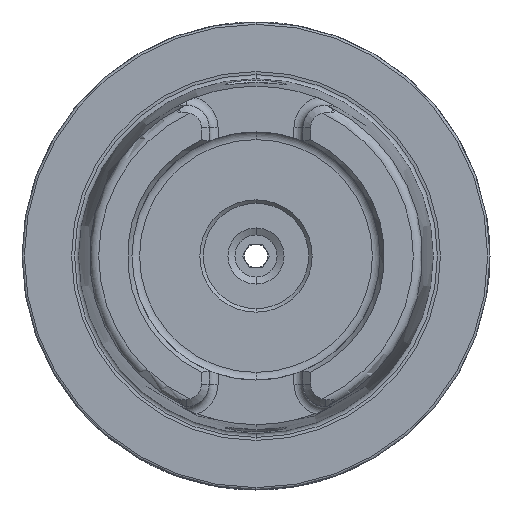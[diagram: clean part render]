
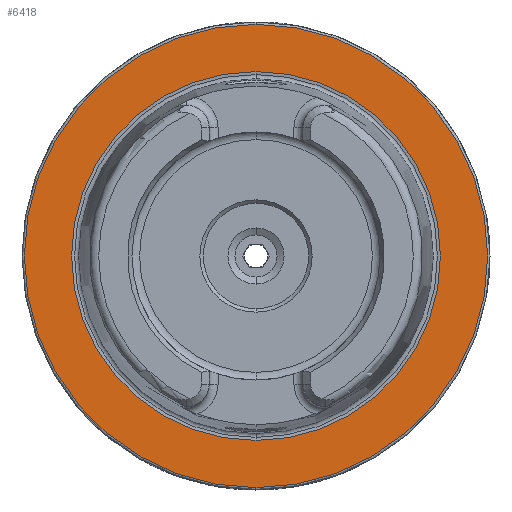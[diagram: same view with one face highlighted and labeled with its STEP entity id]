
A CAD part, left-side view. The second image highlights one B-rep face of the part: STEP entity #6418.
In plain terms, the highlighted planar face has unit normal (-1, 0, 0).
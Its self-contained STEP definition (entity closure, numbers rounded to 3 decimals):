
#1101 = CARTESIAN_POINT ( 'NONE',  ( 0., 0., 49.5 ) ) ;
#1225 = CARTESIAN_POINT ( 'NONE',  ( 0., 0., -49.5 ) ) ;
#1274 = EDGE_LOOP ( 'NONE', ( #5151, #5150 ) ) ;
#1281 = EDGE_LOOP ( 'NONE', ( #5153, #5152 ) ) ;
#1315 = EDGE_CURVE ( 'NONE', #5515, #5528, #6148, .T. ) ;
#1319 = EDGE_CURVE ( 'NONE', #4239, #4234, #6150, .T. ) ;
#2263 = CARTESIAN_POINT ( 'NONE',  ( 0., 0., 0. ) ) ;
#2264 = DIRECTION ( 'NONE',  ( -1., 0., 0. ) ) ;
#2265 = DIRECTION ( 'NONE',  ( 0., 0., 1. ) ) ;
#2267 = CARTESIAN_POINT ( 'NONE',  ( 0., 0., 0. ) ) ;
#2268 = DIRECTION ( 'NONE',  ( -1., 0., 0. ) ) ;
#2269 = DIRECTION ( 'NONE',  ( 0., 0., 1. ) ) ;
#2480 = CIRCLE ( 'NONE', #7789, 39.405 ) ;
#2481 = CIRCLE ( 'NONE', #7790, 49.5 ) ;
#3079 = FACE_OUTER_BOUND ( 'NONE', #1274, .T. ) ;
#3081 = FACE_BOUND ( 'NONE', #1281, .T. ) ;
#4234 = VERTEX_POINT ( 'NONE', #6866 ) ;
#4239 = VERTEX_POINT ( 'NONE', #6875 ) ;
#4993 = AXIS2_PLACEMENT_3D ( 'NONE', #6675, #6676, #6677 ) ;
#4996 = AXIS2_PLACEMENT_3D ( 'NONE', #6663, #6665, #6666 ) ;
#5150 = ORIENTED_EDGE ( 'NONE', *, *, #10618, .T. ) ;
#5151 = ORIENTED_EDGE ( 'NONE', *, *, #1315, .T. ) ;
#5152 = ORIENTED_EDGE ( 'NONE', *, *, #1319, .F. ) ;
#5153 = ORIENTED_EDGE ( 'NONE', *, *, #10617, .F. ) ;
#5515 = VERTEX_POINT ( 'NONE', #1101 ) ;
#5528 = VERTEX_POINT ( 'NONE', #1225 ) ;
#6148 = CIRCLE ( 'NONE', #4996, 49.5 ) ;
#6150 = CIRCLE ( 'NONE', #4993, 39.405 ) ;
#6418 = ADVANCED_FACE ( 'NONE', ( #3081, #3079 ), #10041, .F. ) ;
#6663 = CARTESIAN_POINT ( 'NONE',  ( 0., 0., 0. ) ) ;
#6665 = DIRECTION ( 'NONE',  ( -1., 0., 0. ) ) ;
#6666 = DIRECTION ( 'NONE',  ( 0., 0., 1. ) ) ;
#6675 = CARTESIAN_POINT ( 'NONE',  ( 0., 0., 0. ) ) ;
#6676 = DIRECTION ( 'NONE',  ( -1., 0., 0. ) ) ;
#6677 = DIRECTION ( 'NONE',  ( 0., 0., 1. ) ) ;
#6866 = CARTESIAN_POINT ( 'NONE',  ( 0., 0., 39.405 ) ) ;
#6875 = CARTESIAN_POINT ( 'NONE',  ( 0., 0., -39.405 ) ) ;
#7442 = AXIS2_PLACEMENT_3D ( 'NONE', #10035, #10043, #10044 ) ;
#7789 = AXIS2_PLACEMENT_3D ( 'NONE', #2263, #2264, #2265 ) ;
#7790 = AXIS2_PLACEMENT_3D ( 'NONE', #2267, #2268, #2269 ) ;
#10035 = CARTESIAN_POINT ( 'NONE',  ( 0., 49.5, 0. ) ) ;
#10041 = PLANE ( 'NONE',  #7442 ) ;
#10043 = DIRECTION ( 'NONE',  ( 1., 0., 0. ) ) ;
#10044 = DIRECTION ( 'NONE',  ( 0., 0., -1. ) ) ;
#10617 = EDGE_CURVE ( 'NONE', #4234, #4239, #2480, .T. ) ;
#10618 = EDGE_CURVE ( 'NONE', #5528, #5515, #2481, .T. ) ;
